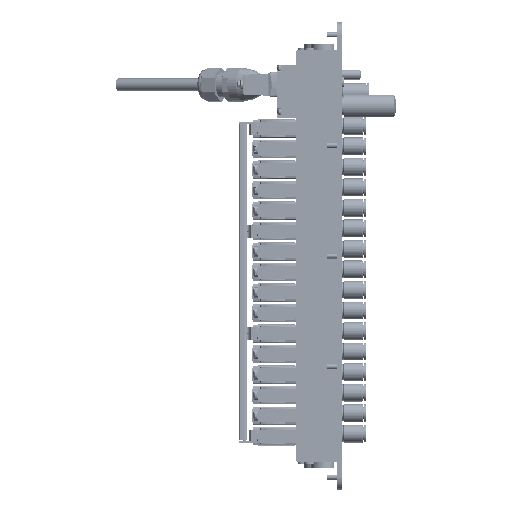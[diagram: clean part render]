
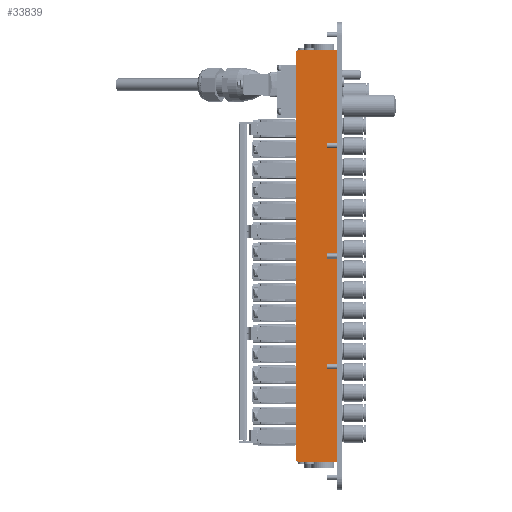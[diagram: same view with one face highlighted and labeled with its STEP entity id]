
A CAD part, left-side view. The second image highlights one B-rep face of the part: STEP entity #33839.
In plain terms, the highlighted face is planar.
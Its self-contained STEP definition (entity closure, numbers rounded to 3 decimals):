
#6186=FACE_OUTER_BOUND('',#8939,.T.);
#8939=EDGE_LOOP('',(#26220,#26221,#26222,#26223,#26224,#26225,#26226,#26227,
#26228,#26229,#26230,#26231));
#11074=LINE('',#50346,#13310);
#11281=LINE('',#50918,#13517);
#11607=LINE('',#51886,#13843);
#11609=LINE('',#51896,#13845);
#11614=LINE('',#51913,#13850);
#11642=LINE('',#52305,#13878);
#11644=LINE('',#52315,#13880);
#11657=LINE('',#52356,#13893);
#11658=LINE('',#52358,#13894);
#11660=LINE('',#52360,#13896);
#11745=LINE('',#53706,#13981);
#11746=LINE('',#53707,#13982);
#13310=VECTOR('',#39821,10.);
#13517=VECTOR('',#40346,10.);
#13843=VECTOR('',#41218,10.);
#13845=VECTOR('',#41228,10.);
#13850=VECTOR('',#41249,10.);
#13878=VECTOR('',#41753,10.);
#13880=VECTOR('',#41763,10.);
#13893=VECTOR('',#41808,10.);
#13894=VECTOR('',#41811,10.);
#13896=VECTOR('',#41813,10.);
#13981=VECTOR('',#43320,10.);
#13982=VECTOR('',#43321,10.);
#15498=VERTEX_POINT('',#50339);
#15501=VERTEX_POINT('',#50344);
#15706=VERTEX_POINT('',#50915);
#15707=VERTEX_POINT('',#50917);
#16075=VERTEX_POINT('',#51883);
#16076=VERTEX_POINT('',#51885);
#16077=VERTEX_POINT('',#51889);
#16080=VERTEX_POINT('',#51894);
#16209=VERTEX_POINT('',#52302);
#16210=VERTEX_POINT('',#52304);
#16211=VERTEX_POINT('',#52308);
#16214=VERTEX_POINT('',#52313);
#18880=EDGE_CURVE('',#15501,#15498,#11074,.T.);
#19160=EDGE_CURVE('',#15707,#15706,#11281,.T.);
#19636=EDGE_CURVE('',#16076,#16075,#11607,.T.);
#19641=EDGE_CURVE('',#16080,#16077,#11609,.T.);
#19650=EDGE_CURVE('',#16075,#16077,#11614,.T.);
#19777=EDGE_CURVE('',#16210,#16209,#11642,.T.);
#19782=EDGE_CURVE('',#16214,#16211,#11644,.T.);
#19803=EDGE_CURVE('',#16209,#16211,#11657,.T.);
#19804=EDGE_CURVE('',#15501,#16210,#11658,.T.);
#19806=EDGE_CURVE('',#16214,#15707,#11660,.T.);
#20240=EDGE_CURVE('',#15706,#16076,#11745,.T.);
#20241=EDGE_CURVE('',#16080,#15498,#11746,.T.);
#26220=ORIENTED_EDGE('',*,*,#20240,.T.);
#26221=ORIENTED_EDGE('',*,*,#19636,.T.);
#26222=ORIENTED_EDGE('',*,*,#19650,.T.);
#26223=ORIENTED_EDGE('',*,*,#19641,.F.);
#26224=ORIENTED_EDGE('',*,*,#20241,.T.);
#26225=ORIENTED_EDGE('',*,*,#18880,.F.);
#26226=ORIENTED_EDGE('',*,*,#19804,.T.);
#26227=ORIENTED_EDGE('',*,*,#19777,.T.);
#26228=ORIENTED_EDGE('',*,*,#19803,.T.);
#26229=ORIENTED_EDGE('',*,*,#19782,.F.);
#26230=ORIENTED_EDGE('',*,*,#19806,.T.);
#26231=ORIENTED_EDGE('',*,*,#19160,.T.);
#32299=PLANE('',#36799);
#33839=ADVANCED_FACE('',(#6186),#32299,.T.);
#36799=AXIS2_PLACEMENT_3D('',#53705,#43318,#43319);
#39821=DIRECTION('',(0.,0.,1.));
#40346=DIRECTION('',(0.,0.,1.));
#41218=DIRECTION('',(0.,0.,1.));
#41228=DIRECTION('',(0.,0.,1.));
#41249=DIRECTION('',(0.,-1.,0.));
#41753=DIRECTION('',(0.,0.,-1.));
#41763=DIRECTION('',(0.,0.,-1.));
#41808=DIRECTION('',(0.,1.,0.));
#41811=DIRECTION('',(0.,1.,0.));
#41813=DIRECTION('',(0.,1.,0.));
#43318=DIRECTION('center_axis',(1.,0.,0.));
#43319=DIRECTION('ref_axis',(0.,0.,-1.));
#43320=DIRECTION('',(0.,-1.,0.));
#43321=DIRECTION('',(0.,-1.,0.));
#50339=CARTESIAN_POINT('',(110.,-33.8,320.));
#50344=CARTESIAN_POINT('',(110.,-33.8,0.));
#50346=CARTESIAN_POINT('',(110.,-33.8,0.));
#50915=CARTESIAN_POINT('',(110.,0.,320.));
#50917=CARTESIAN_POINT('',(110.,0.,0.));
#50918=CARTESIAN_POINT('',(110.,0.,0.));
#51883=CARTESIAN_POINT('',(110.,-1.3,320.69));
#51885=CARTESIAN_POINT('',(110.,-1.3,320.));
#51886=CARTESIAN_POINT('',(110.,-1.3,320.));
#51889=CARTESIAN_POINT('',(110.,-32.5,320.69));
#51894=CARTESIAN_POINT('',(110.,-32.5,320.));
#51896=CARTESIAN_POINT('',(110.,-32.5,320.));
#51913=CARTESIAN_POINT('',(110.,-32.5,320.69));
#52302=CARTESIAN_POINT('',(110.,-32.5,-0.69));
#52304=CARTESIAN_POINT('',(110.,-32.5,0.));
#52305=CARTESIAN_POINT('',(110.,-32.5,0.));
#52308=CARTESIAN_POINT('',(110.,-1.3,-0.69));
#52313=CARTESIAN_POINT('',(110.,-1.3,0.));
#52315=CARTESIAN_POINT('',(110.,-1.3,0.));
#52356=CARTESIAN_POINT('',(110.,-32.5,-0.69));
#52358=CARTESIAN_POINT('',(110.,-33.8,0.));
#52360=CARTESIAN_POINT('',(110.,-33.8,0.));
#53705=CARTESIAN_POINT('Origin',(110.,0.,0.));
#53706=CARTESIAN_POINT('',(110.,-33.8,320.));
#53707=CARTESIAN_POINT('',(110.,-33.8,320.));
